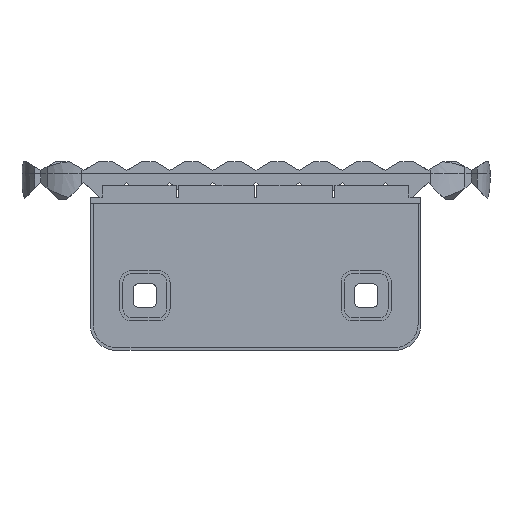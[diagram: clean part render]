
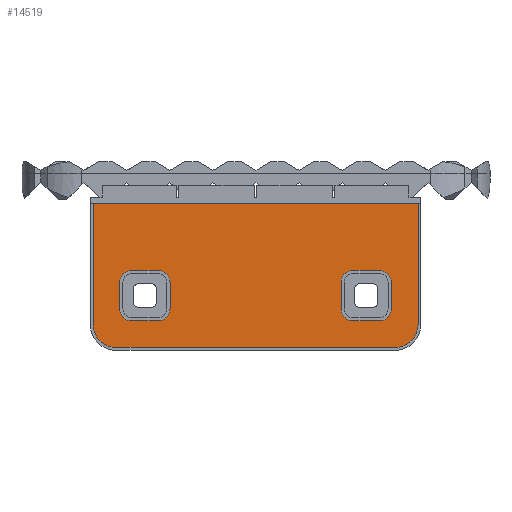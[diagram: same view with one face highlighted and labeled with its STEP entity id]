
A CAD part, front view. The second image highlights one B-rep face of the part: STEP entity #14519.
In plain terms, the highlighted planar face has unit normal (0, -1, 0).
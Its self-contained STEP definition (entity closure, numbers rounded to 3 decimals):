
#78=FACE_BOUND('',#2209,.T.);
#79=FACE_BOUND('',#2210,.T.);
#709=PLANE('',#15333);
#1419=FACE_OUTER_BOUND('',#2208,.T.);
#2208=EDGE_LOOP('',(#13363,#13364,#13365,#13366,#13367,#13368));
#2209=EDGE_LOOP('',(#13369,#13370,#13371,#13372,#13373,#13374,#13375,#13376));
#2210=EDGE_LOOP('',(#13377,#13378,#13379,#13380,#13381,#13382,#13383,#13384));
#2361=CIRCLE('',#15318,6.87);
#2363=CIRCLE('',#15322,6.87);
#2365=CIRCLE('',#15326,6.87);
#2367=CIRCLE('',#15330,6.87);
#2369=CIRCLE('',#15334,13.33);
#2370=CIRCLE('',#15335,13.33);
#2371=CIRCLE('',#15336,6.87);
#2372=CIRCLE('',#15337,6.87);
#2373=CIRCLE('',#15338,6.87);
#2374=CIRCLE('',#15339,6.87);
#4152=LINE('',#22638,#6114);
#4169=LINE('',#22690,#6131);
#4174=LINE('',#22704,#6136);
#4178=LINE('',#22716,#6140);
#4182=LINE('',#22728,#6144);
#4185=LINE('',#22738,#6147);
#4186=LINE('',#22742,#6148);
#4187=LINE('',#22745,#6149);
#4188=LINE('',#22750,#6150);
#4189=LINE('',#22754,#6151);
#4190=LINE('',#22758,#6152);
#4191=LINE('',#22761,#6153);
#6114=VECTOR('',#18562,10.);
#6131=VECTOR('',#18613,10.);
#6136=VECTOR('',#18626,10.);
#6140=VECTOR('',#18638,10.);
#6144=VECTOR('',#18650,10.);
#6147=VECTOR('',#18663,10.);
#6148=VECTOR('',#18666,10.);
#6149=VECTOR('',#18669,10.);
#6150=VECTOR('',#18672,10.);
#6151=VECTOR('',#18675,10.);
#6152=VECTOR('',#18678,10.);
#6153=VECTOR('',#18681,10.);
#7446=VERTEX_POINT('',#22632);
#7448=VERTEX_POINT('',#22636);
#7465=VERTEX_POINT('',#22688);
#7466=VERTEX_POINT('',#22689);
#7469=VERTEX_POINT('',#22697);
#7471=VERTEX_POINT('',#22703);
#7473=VERTEX_POINT('',#22709);
#7475=VERTEX_POINT('',#22715);
#7477=VERTEX_POINT('',#22721);
#7479=VERTEX_POINT('',#22727);
#7481=VERTEX_POINT('',#22737);
#7482=VERTEX_POINT('',#22739);
#7483=VERTEX_POINT('',#22741);
#7484=VERTEX_POINT('',#22743);
#7485=VERTEX_POINT('',#22746);
#7486=VERTEX_POINT('',#22747);
#7487=VERTEX_POINT('',#22749);
#7488=VERTEX_POINT('',#22751);
#7489=VERTEX_POINT('',#22753);
#7490=VERTEX_POINT('',#22755);
#7491=VERTEX_POINT('',#22757);
#7492=VERTEX_POINT('',#22759);
#9420=EDGE_CURVE('',#7446,#7448,#4152,.T.);
#9445=EDGE_CURVE('',#7465,#7466,#4169,.T.);
#9449=EDGE_CURVE('',#7466,#7469,#2361,.T.);
#9452=EDGE_CURVE('',#7469,#7471,#4174,.T.);
#9455=EDGE_CURVE('',#7471,#7473,#2363,.T.);
#9458=EDGE_CURVE('',#7473,#7475,#4178,.T.);
#9461=EDGE_CURVE('',#7475,#7477,#2365,.T.);
#9464=EDGE_CURVE('',#7477,#7479,#4182,.T.);
#9467=EDGE_CURVE('',#7479,#7465,#2367,.T.);
#9469=EDGE_CURVE('',#7446,#7481,#4185,.T.);
#9470=EDGE_CURVE('',#7448,#7482,#2369,.T.);
#9471=EDGE_CURVE('',#7482,#7483,#4186,.T.);
#9472=EDGE_CURVE('',#7483,#7484,#2370,.T.);
#9473=EDGE_CURVE('',#7484,#7481,#4187,.T.);
#9474=EDGE_CURVE('',#7485,#7486,#2371,.T.);
#9475=EDGE_CURVE('',#7486,#7487,#4188,.T.);
#9476=EDGE_CURVE('',#7487,#7488,#2372,.T.);
#9477=EDGE_CURVE('',#7488,#7489,#4189,.T.);
#9478=EDGE_CURVE('',#7489,#7490,#2373,.T.);
#9479=EDGE_CURVE('',#7490,#7491,#4190,.T.);
#9480=EDGE_CURVE('',#7491,#7492,#2374,.T.);
#9481=EDGE_CURVE('',#7492,#7485,#4191,.T.);
#13363=ORIENTED_EDGE('',*,*,#9469,.F.);
#13364=ORIENTED_EDGE('',*,*,#9420,.T.);
#13365=ORIENTED_EDGE('',*,*,#9470,.T.);
#13366=ORIENTED_EDGE('',*,*,#9471,.T.);
#13367=ORIENTED_EDGE('',*,*,#9472,.T.);
#13368=ORIENTED_EDGE('',*,*,#9473,.T.);
#13369=ORIENTED_EDGE('',*,*,#9474,.T.);
#13370=ORIENTED_EDGE('',*,*,#9475,.T.);
#13371=ORIENTED_EDGE('',*,*,#9476,.T.);
#13372=ORIENTED_EDGE('',*,*,#9477,.T.);
#13373=ORIENTED_EDGE('',*,*,#9478,.T.);
#13374=ORIENTED_EDGE('',*,*,#9479,.T.);
#13375=ORIENTED_EDGE('',*,*,#9480,.T.);
#13376=ORIENTED_EDGE('',*,*,#9481,.T.);
#13377=ORIENTED_EDGE('',*,*,#9445,.T.);
#13378=ORIENTED_EDGE('',*,*,#9449,.T.);
#13379=ORIENTED_EDGE('',*,*,#9452,.T.);
#13380=ORIENTED_EDGE('',*,*,#9455,.T.);
#13381=ORIENTED_EDGE('',*,*,#9458,.T.);
#13382=ORIENTED_EDGE('',*,*,#9461,.T.);
#13383=ORIENTED_EDGE('',*,*,#9464,.T.);
#13384=ORIENTED_EDGE('',*,*,#9467,.T.);
#14519=ADVANCED_FACE('',(#1419,#78,#79),#709,.F.);
#15318=AXIS2_PLACEMENT_3D('',#22698,#18619,#18620);
#15322=AXIS2_PLACEMENT_3D('',#22710,#18631,#18632);
#15326=AXIS2_PLACEMENT_3D('',#22722,#18643,#18644);
#15330=AXIS2_PLACEMENT_3D('',#22733,#18655,#18656);
#15333=AXIS2_PLACEMENT_3D('',#22736,#18661,#18662);
#15334=AXIS2_PLACEMENT_3D('',#22740,#18664,#18665);
#15335=AXIS2_PLACEMENT_3D('',#22744,#18667,#18668);
#15336=AXIS2_PLACEMENT_3D('',#22748,#18670,#18671);
#15337=AXIS2_PLACEMENT_3D('',#22752,#18673,#18674);
#15338=AXIS2_PLACEMENT_3D('',#22756,#18676,#18677);
#15339=AXIS2_PLACEMENT_3D('',#22760,#18679,#18680);
#18562=DIRECTION('',(0.,0.,-1.));
#18613=DIRECTION('',(-1.,0.,0.));
#18619=DIRECTION('center_axis',(0.,1.,0.));
#18620=DIRECTION('ref_axis',(0.,0.,-1.));
#18626=DIRECTION('',(0.,0.,1.));
#18631=DIRECTION('center_axis',(0.,1.,0.));
#18632=DIRECTION('ref_axis',(-1.,0.,0.));
#18638=DIRECTION('',(1.,0.,0.));
#18643=DIRECTION('center_axis',(0.,1.,0.));
#18644=DIRECTION('ref_axis',(0.,0.,1.));
#18650=DIRECTION('',(0.,0.,-1.));
#18655=DIRECTION('center_axis',(0.,1.,0.));
#18656=DIRECTION('ref_axis',(1.,0.,0.));
#18661=DIRECTION('center_axis',(0.,1.,0.));
#18662=DIRECTION('ref_axis',(1.,0.,0.));
#18663=DIRECTION('',(1.,0.,0.));
#18664=DIRECTION('center_axis',(0.,-1.,0.));
#18665=DIRECTION('ref_axis',(0.,0.,-1.));
#18666=DIRECTION('',(1.,0.,0.));
#18667=DIRECTION('center_axis',(0.,-1.,0.));
#18668=DIRECTION('ref_axis',(1.,0.,0.));
#18669=DIRECTION('',(0.,0.,1.));
#18670=DIRECTION('center_axis',(0.,1.,0.));
#18671=DIRECTION('ref_axis',(-1.,0.,0.));
#18672=DIRECTION('',(1.,0.,0.));
#18673=DIRECTION('center_axis',(0.,1.,0.));
#18674=DIRECTION('ref_axis',(0.,0.,1.));
#18675=DIRECTION('',(0.,0.,-1.));
#18676=DIRECTION('center_axis',(0.,1.,0.));
#18677=DIRECTION('ref_axis',(1.,0.,0.));
#18678=DIRECTION('',(-1.,0.,0.));
#18679=DIRECTION('center_axis',(0.,1.,0.));
#18680=DIRECTION('ref_axis',(0.,0.,-1.));
#18681=DIRECTION('',(0.,0.,1.));
#22632=CARTESIAN_POINT('',(-94.43,-2.,-3.67));
#22636=CARTESIAN_POINT('',(-94.43,-2.,-74.));
#22638=CARTESIAN_POINT('',(-94.43,-2.,-59.25));
#22688=CARTESIAN_POINT('',(-56.55,-2.,-71.82));
#22689=CARTESIAN_POINT('',(-72.05,-2.,-71.82));
#22690=CARTESIAN_POINT('',(-36.025,-2.,-71.82));
#22697=CARTESIAN_POINT('',(-78.92,-2.,-64.95));
#22698=CARTESIAN_POINT('Origin',(-72.05,-2.,-64.95));
#22703=CARTESIAN_POINT('',(-78.92,-2.,-49.45));
#22704=CARTESIAN_POINT('',(-78.92,-2.,-46.975));
#22709=CARTESIAN_POINT('',(-72.05,-2.,-42.58));
#22710=CARTESIAN_POINT('Origin',(-72.05,-2.,-49.45));
#22715=CARTESIAN_POINT('',(-56.55,-2.,-42.58));
#22716=CARTESIAN_POINT('',(-28.275,-2.,-42.58));
#22721=CARTESIAN_POINT('',(-49.68,-2.,-49.45));
#22722=CARTESIAN_POINT('Origin',(-56.55,-2.,-49.45));
#22727=CARTESIAN_POINT('',(-49.68,-2.,-64.95));
#22728=CARTESIAN_POINT('',(-49.68,-2.,-54.725));
#22733=CARTESIAN_POINT('Origin',(-56.55,-2.,-64.95));
#22736=CARTESIAN_POINT('Origin',(0.,-2.,-44.5));
#22737=CARTESIAN_POINT('',(94.43,-2.,-3.67));
#22738=CARTESIAN_POINT('',(-47.215,-2.,-3.67));
#22739=CARTESIAN_POINT('',(-81.1,-2.,-87.33));
#22740=CARTESIAN_POINT('Origin',(-81.1,-2.,-74.));
#22741=CARTESIAN_POINT('',(81.1,-2.,-87.33));
#22742=CARTESIAN_POINT('',(40.55,-2.,-87.33));
#22743=CARTESIAN_POINT('',(94.43,-2.,-74.));
#22744=CARTESIAN_POINT('Origin',(81.1,-2.,-74.));
#22745=CARTESIAN_POINT('',(94.43,-2.,-23.085));
#22746=CARTESIAN_POINT('',(49.68,-2.,-49.45));
#22747=CARTESIAN_POINT('',(56.55,-2.,-42.58));
#22748=CARTESIAN_POINT('Origin',(56.55,-2.,-49.45));
#22749=CARTESIAN_POINT('',(72.05,-2.,-42.58));
#22750=CARTESIAN_POINT('',(36.025,-2.,-42.58));
#22751=CARTESIAN_POINT('',(78.92,-2.,-49.45));
#22752=CARTESIAN_POINT('Origin',(72.05,-2.,-49.45));
#22753=CARTESIAN_POINT('',(78.92,-2.,-64.95));
#22754=CARTESIAN_POINT('',(78.92,-2.,-54.725));
#22755=CARTESIAN_POINT('',(72.05,-2.,-71.82));
#22756=CARTESIAN_POINT('Origin',(72.05,-2.,-64.95));
#22757=CARTESIAN_POINT('',(56.55,-2.,-71.82));
#22758=CARTESIAN_POINT('',(28.275,-2.,-71.82));
#22759=CARTESIAN_POINT('',(49.68,-2.,-64.95));
#22760=CARTESIAN_POINT('Origin',(56.55,-2.,-64.95));
#22761=CARTESIAN_POINT('',(49.68,-2.,-46.975));
